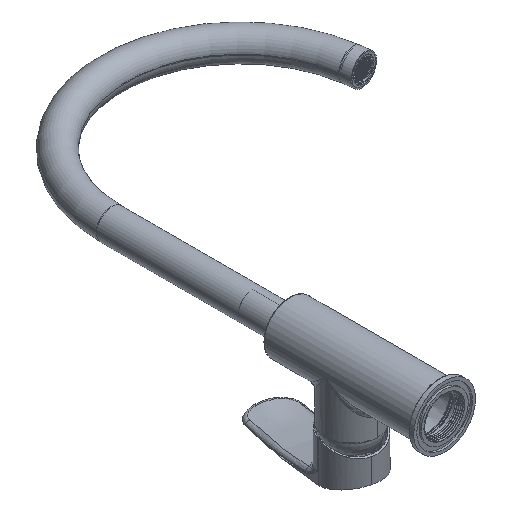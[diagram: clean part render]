
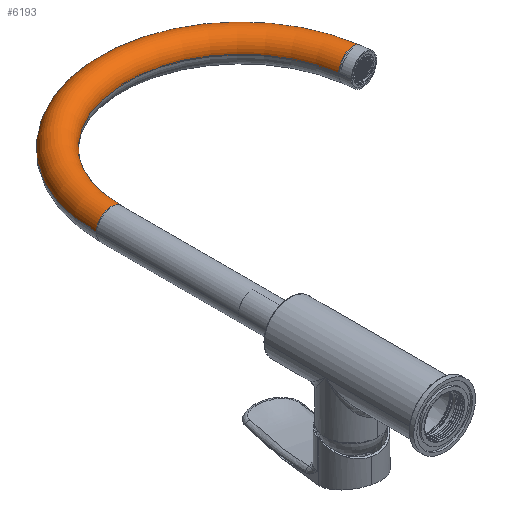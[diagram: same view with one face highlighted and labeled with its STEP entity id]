
A CAD part, isometric view. The second image highlights one B-rep face of the part: STEP entity #6193.
In plain terms, the highlighted toroidal (fillet/blend) face has major radius 104.884 mm and minor radius 12 mm.
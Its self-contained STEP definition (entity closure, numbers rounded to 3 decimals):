
#1798 = DIRECTION ( 'NONE',  ( -1., 0., 0. ) ) ;
#5397 = DIRECTION ( 'NONE',  ( 0.139, -0.99, 0. ) ) ;
#5448 = DIRECTION ( 'NONE',  ( 0., 0., -1. ) ) ;
#5791 = EDGE_CURVE ( 'NONE', #22868, #14590, #45709, .T. ) ;
#6193 = ADVANCED_FACE ( 'NONE', ( #13658 ), #27905, .T. ) ;
#6766 = EDGE_CURVE ( 'NONE', #10342, #41486, #22067, .T. ) ;
#8915 = ORIENTED_EDGE ( 'NONE', *, *, #34560, .T. ) ;
#8997 = DIRECTION ( 'NONE',  ( 0., 0., -1. ) ) ;
#10342 = VERTEX_POINT ( 'NONE', #39351 ) ;
#12474 = AXIS2_PLACEMENT_3D ( 'NONE', #20420, #8997, #33412 ) ;
#13658 = FACE_OUTER_BOUND ( 'NONE', #39556, .T. ) ;
#14058 = DIRECTION ( 'NONE',  ( 0., 0., 1. ) ) ;
#14093 = CARTESIAN_POINT ( 'NONE',  ( 196.864, 278.492, 0. ) ) ;
#14590 = VERTEX_POINT ( 'NONE', #47624 ) ;
#14702 = ORIENTED_EDGE ( 'NONE', *, *, #5791, .T. ) ;
#15001 = CIRCLE ( 'NONE', #26027, 92.884 ) ;
#16935 = EDGE_CURVE ( 'NONE', #22868, #10342, #41254, .T. ) ;
#18226 = DIRECTION ( 'NONE',  ( 0., 0., -1. ) ) ;
#20420 = CARTESIAN_POINT ( 'NONE',  ( 104.884, 265.565, 0. ) ) ;
#22067 = CIRCLE ( 'NONE', #37338, 12. ) ;
#22722 = CARTESIAN_POINT ( 'NONE',  ( 104.884, 265.565, 0. ) ) ;
#22868 = VERTEX_POINT ( 'NONE', #47448 ) ;
#26027 = AXIS2_PLACEMENT_3D ( 'NONE', #22722, #18226, #1798 ) ;
#26390 = CARTESIAN_POINT ( 'NONE',  ( 104.884, 265.565, 0. ) ) ;
#27071 = AXIS2_PLACEMENT_3D ( 'NONE', #37686, #46176, #14058 ) ;
#27905 = TOROIDAL_SURFACE ( 'NONE', #29605, 104.884, 12. ) ;
#29605 = AXIS2_PLACEMENT_3D ( 'NONE', #26390, #5448, #34098 ) ;
#33412 = DIRECTION ( 'NONE',  ( -1., 0., 0. ) ) ;
#34098 = DIRECTION ( 'NONE',  ( -1., 0., 0. ) ) ;
#34309 = CARTESIAN_POINT ( 'NONE',  ( 208.747, 280.162, 0. ) ) ;
#34560 = EDGE_CURVE ( 'NONE', #14590, #41486, #15001, .T. ) ;
#37338 = AXIS2_PLACEMENT_3D ( 'NONE', #34309, #5397, #46250 ) ;
#37552 = ORIENTED_EDGE ( 'NONE', *, *, #16935, .F. ) ;
#37686 = CARTESIAN_POINT ( 'NONE',  ( 0., 265.565, 0. ) ) ;
#39351 = CARTESIAN_POINT ( 'NONE',  ( 220.631, 281.832, 0. ) ) ;
#39556 = EDGE_LOOP ( 'NONE', ( #37552, #14702, #8915, #43673 ) ) ;
#41254 = CIRCLE ( 'NONE', #12474, 116.884 ) ;
#41486 = VERTEX_POINT ( 'NONE', #14093 ) ;
#43673 = ORIENTED_EDGE ( 'NONE', *, *, #6766, .F. ) ;
#45709 = CIRCLE ( 'NONE', #27071, 12. ) ;
#46176 = DIRECTION ( 'NONE',  ( 0., 1., 0. ) ) ;
#46250 = DIRECTION ( 'NONE',  ( 0., 0., 1. ) ) ;
#47448 = CARTESIAN_POINT ( 'NONE',  ( -12., 265.565, 0. ) ) ;
#47624 = CARTESIAN_POINT ( 'NONE',  ( 12., 265.565, 0. ) ) ;
